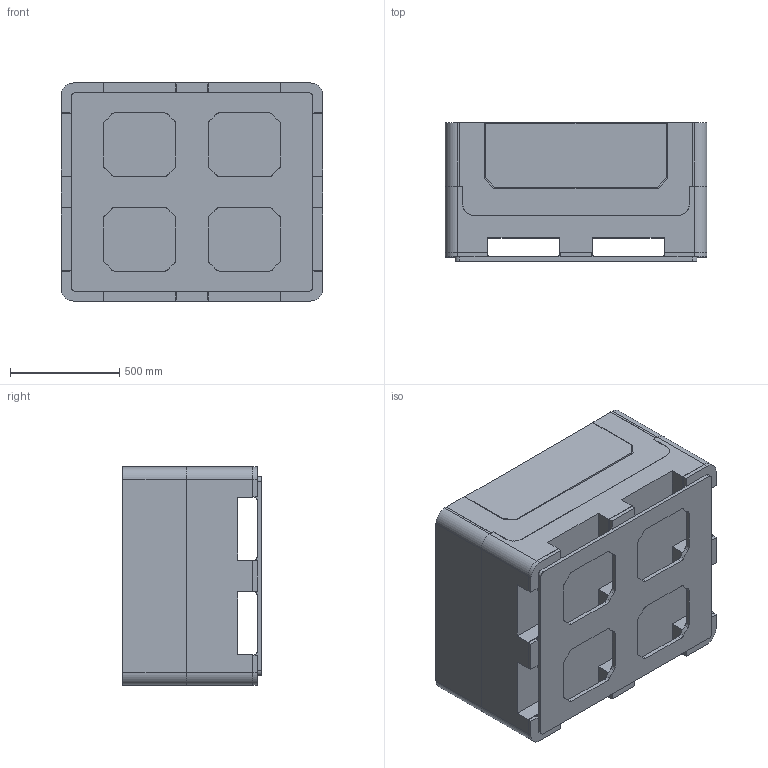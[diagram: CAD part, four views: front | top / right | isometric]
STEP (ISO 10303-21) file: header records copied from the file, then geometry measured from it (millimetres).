
FILE_DESCRIPTION((''),'2;1');
FILE_NAME('112836WSM_ASM','2025-06-20T15:11:39',('SYSTEM'),(''),'CREO PARAMETRIC BY PTC INC, 2023294','CREO PARAMETRIC BY PTC INC, 2023294','');
FILE_SCHEMA(('CONFIG_CONTROL_DESIGN'));
Length unit declared in the file: inch
Products named in the file (9): 86898SM; 86894SM; 137114SM_ASM; 86903SM; 86902SM; 116519SM_ASM; 86904SM; 86730SM; 112836WSM_ASM
Assembly tree (9 placements, depth 3):
  112836WSM_ASM
    137114SM_ASM
      86898SM
      86894SM
    116519SM_ASM
      86903SM
      86902SM
    86904SM
    86730SM  x2
Bounding box: 1200 x 635 x 1000 mm (x, y, z)
Volume: 157771864.9 mm3; surface area: 9388090.2 mm2
Topology: 7 solids, 7 shells, 338 faces, 936 edges, 610 vertices
Faces by surface type: plane 221, cylinder 112, sphere 4, bspline 1
Entity records: 10697 total; most frequent: CARTESIAN_POINT 2161, ORIENTED_EDGE 1780, DIRECTION 1696, EDGE_CURVE 890, VECTOR 690, LINE 690, VERTEX_POINT 582, AXIS2_PLACEMENT_3D 503
